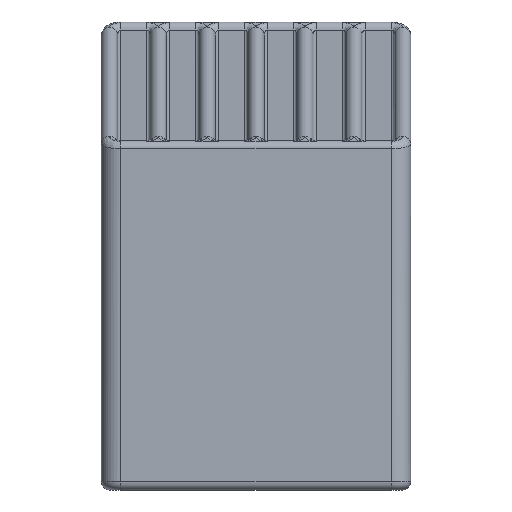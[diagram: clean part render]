
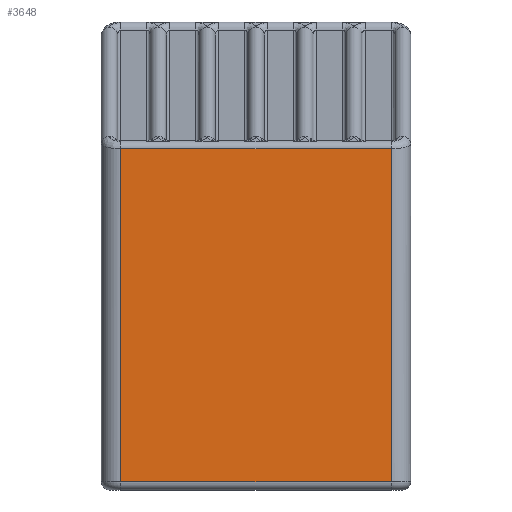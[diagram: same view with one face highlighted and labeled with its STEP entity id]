
A CAD part, front view. The second image highlights one B-rep face of the part: STEP entity #3648.
In plain terms, the highlighted planar face has unit normal (0, -1, 0).
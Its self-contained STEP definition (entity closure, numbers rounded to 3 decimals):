
#500=LINE('',#7122,#738);
#517=LINE('',#7272,#755);
#518=LINE('',#7275,#756);
#524=LINE('',#7382,#762);
#738=VECTOR('',#5076,10.);
#755=VECTOR('',#5179,10.);
#756=VECTOR('',#5182,10.);
#762=VECTOR('',#5232,10.);
#805=PLANE('',#4114);
#1010=FACE_OUTER_BOUND('',#1246,.T.);
#1246=EDGE_LOOP('',(#3191,#3192,#3193,#3194));
#1731=VERTEX_POINT('',#7112);
#1733=VERTEX_POINT('',#7118);
#1757=VERTEX_POINT('',#7266);
#1759=VERTEX_POINT('',#7274);
#2216=EDGE_CURVE('',#1731,#1733,#500,.T.);
#2263=EDGE_CURVE('',#1733,#1757,#517,.T.);
#2264=EDGE_CURVE('',#1757,#1759,#518,.T.);
#2290=EDGE_CURVE('',#1759,#1731,#524,.T.);
#3191=ORIENTED_EDGE('',*,*,#2216,.F.);
#3192=ORIENTED_EDGE('',*,*,#2290,.F.);
#3193=ORIENTED_EDGE('',*,*,#2264,.F.);
#3194=ORIENTED_EDGE('',*,*,#2263,.F.);
#3648=ADVANCED_FACE('',(#1010),#805,.T.);
#4114=AXIS2_PLACEMENT_3D('',#7383,#5233,#5234);
#5076=DIRECTION('',(-1.,0.,0.));
#5179=DIRECTION('',(0.,0.,1.));
#5182=DIRECTION('',(1.,0.,0.));
#5232=DIRECTION('',(0.,0.,-1.));
#5233=DIRECTION('center_axis',(0.,-1.,0.));
#5234=DIRECTION('ref_axis',(1.,0.,0.));
#7112=CARTESIAN_POINT('',(41.5,-45.,2.5));
#7118=CARTESIAN_POINT('',(-41.5,-45.,2.5));
#7122=CARTESIAN_POINT('',(-23.75,-45.,2.5));
#7266=CARTESIAN_POINT('',(-41.5,-45.,104.803));
#7272=CARTESIAN_POINT('',(-41.5,-45.,0.));
#7274=CARTESIAN_POINT('',(41.5,-45.,104.803));
#7275=CARTESIAN_POINT('',(0.,-45.,104.803));
#7382=CARTESIAN_POINT('',(41.5,-45.,0.));
#7383=CARTESIAN_POINT('Origin',(-47.5,-45.,0.));
